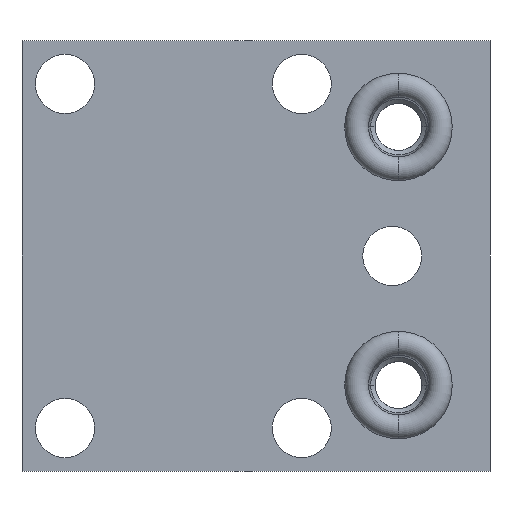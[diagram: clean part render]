
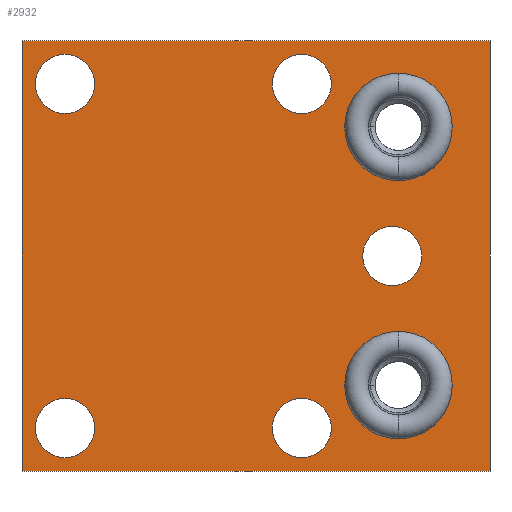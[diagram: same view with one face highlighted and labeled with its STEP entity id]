
A CAD part, left-side view. The second image highlights one B-rep face of the part: STEP entity #2932.
In plain terms, the highlighted planar face has unit normal (-1, 0, 0).
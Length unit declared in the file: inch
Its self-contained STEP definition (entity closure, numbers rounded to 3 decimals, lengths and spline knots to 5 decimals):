
#899=DIRECTION('',(0.,-1.,0.));
#900=VECTOR('',#899,2.72);
#901=CARTESIAN_POINT('',(-1.25,0.938,1.25));
#902=LINE('',#901,#900);
#906=DIRECTION('',(0.,0.,-1.));
#907=VECTOR('',#906,2.5);
#908=CARTESIAN_POINT('',(-1.25,-1.782,1.25));
#909=LINE('',#908,#907);
#913=DIRECTION('',(0.,1.,0.));
#914=VECTOR('',#913,2.72);
#915=CARTESIAN_POINT('',(-1.25,-1.782,-1.25));
#916=LINE('',#915,#914);
#920=DIRECTION('',(0.,0.,1.));
#921=VECTOR('',#920,2.5);
#922=CARTESIAN_POINT('',(-1.25,0.938,-1.25));
#923=LINE('',#922,#921);
#927=CARTESIAN_POINT('',(-1.25,0.688,1.));
#928=DIRECTION('',(-1.,0.,0.));
#929=DIRECTION('',(0.,-1.,0.));
#930=AXIS2_PLACEMENT_3D('',#927,#928,#929);
#935=CARTESIAN_POINT('',(-1.25,0.688,1.));
#936=DIRECTION('',(-1.,0.,0.));
#937=DIRECTION('',(0.,1.,0.));
#938=AXIS2_PLACEMENT_3D('',#935,#936,#937);
#943=CARTESIAN_POINT('',(-1.25,0.688,-1.));
#944=DIRECTION('',(-1.,0.,0.));
#945=DIRECTION('',(0.,-1.,0.));
#946=AXIS2_PLACEMENT_3D('',#943,#944,#945);
#951=CARTESIAN_POINT('',(-1.25,0.688,-1.));
#952=DIRECTION('',(-1.,0.,0.));
#953=DIRECTION('',(0.,1.,0.));
#954=AXIS2_PLACEMENT_3D('',#951,#952,#953);
#959=CARTESIAN_POINT('',(-1.25,-0.688,1.));
#960=DIRECTION('',(-1.,0.,0.));
#961=DIRECTION('',(0.,-1.,0.));
#962=AXIS2_PLACEMENT_3D('',#959,#960,#961);
#967=CARTESIAN_POINT('',(-1.25,-0.688,1.));
#968=DIRECTION('',(-1.,0.,0.));
#969=DIRECTION('',(0.,1.,0.));
#970=AXIS2_PLACEMENT_3D('',#967,#968,#969);
#975=CARTESIAN_POINT('',(-1.25,-0.688,-1.));
#976=DIRECTION('',(-1.,0.,0.));
#977=DIRECTION('',(0.,-1.,0.));
#978=AXIS2_PLACEMENT_3D('',#975,#976,#977);
#983=CARTESIAN_POINT('',(-1.25,-0.688,-1.));
#984=DIRECTION('',(-1.,0.,0.));
#985=DIRECTION('',(0.,1.,0.));
#986=AXIS2_PLACEMENT_3D('',#983,#984,#985);
#991=CARTESIAN_POINT('',(-1.25,-1.214,0.));
#992=DIRECTION('',(-1.,0.,0.));
#993=DIRECTION('',(0.,-1.,0.));
#994=AXIS2_PLACEMENT_3D('',#991,#992,#993);
#999=CARTESIAN_POINT('',(-1.25,-1.214,0.));
#1000=DIRECTION('',(-1.,0.,0.));
#1001=DIRECTION('',(0.,1.,0.));
#1002=AXIS2_PLACEMENT_3D('',#999,#1000,#1001);
#1007=CARTESIAN_POINT('',(-1.25,-1.25,0.75));
#1008=DIRECTION('',(1.,0.,0.));
#1009=DIRECTION('',(0.,1.,0.));
#1010=AXIS2_PLACEMENT_3D('',#1007,#1008,#1009);
#1015=CARTESIAN_POINT('',(-1.25,-1.25,0.75));
#1016=DIRECTION('',(1.,0.,0.));
#1017=DIRECTION('',(0.,-1.,0.));
#1018=AXIS2_PLACEMENT_3D('',#1015,#1016,#1017);
#1023=CARTESIAN_POINT('',(-1.25,-1.25,-0.75));
#1024=DIRECTION('',(1.,0.,0.));
#1025=DIRECTION('',(0.,1.,0.));
#1026=AXIS2_PLACEMENT_3D('',#1023,#1024,#1025);
#1031=CARTESIAN_POINT('',(-1.25,-1.25,-0.75));
#1032=DIRECTION('',(1.,0.,0.));
#1033=DIRECTION('',(0.,-1.,0.));
#1034=AXIS2_PLACEMENT_3D('',#1031,#1032,#1033);
#1906=CARTESIAN_POINT('',(-1.25,0.938,1.25));
#1907=CARTESIAN_POINT('',(-1.25,-1.782,1.25));
#1908=VERTEX_POINT('',#1906);
#1909=VERTEX_POINT('',#1907);
#1910=CARTESIAN_POINT('',(-1.25,-1.782,-1.25));
#1911=VERTEX_POINT('',#1910);
#1912=CARTESIAN_POINT('',(-1.25,0.938,-1.25));
#1913=VERTEX_POINT('',#1912);
#1934=CARTESIAN_POINT('',(-1.25,0.5165,1.));
#1935=CARTESIAN_POINT('',(-1.25,0.8595,1.));
#1936=VERTEX_POINT('',#1934);
#1937=VERTEX_POINT('',#1935);
#1946=CARTESIAN_POINT('',(-1.25,-0.9375,0.75));
#1947=CARTESIAN_POINT('',(-1.25,-1.5625,0.75));
#1948=VERTEX_POINT('',#1946);
#1949=VERTEX_POINT('',#1947);
#1966=CARTESIAN_POINT('',(-1.25,-0.9375,-0.75));
#1967=CARTESIAN_POINT('',(-1.25,-1.5625,-0.75));
#1968=VERTEX_POINT('',#1966);
#1969=VERTEX_POINT('',#1967);
#2092=CARTESIAN_POINT('',(-1.25,0.5165,-1.));
#2093=CARTESIAN_POINT('',(-1.25,0.8595,-1.));
#2094=VERTEX_POINT('',#2092);
#2095=VERTEX_POINT('',#2093);
#2100=CARTESIAN_POINT('',(-1.25,-0.8595,1.));
#2101=CARTESIAN_POINT('',(-1.25,-0.5165,1.));
#2102=VERTEX_POINT('',#2100);
#2103=VERTEX_POINT('',#2101);
#2108=CARTESIAN_POINT('',(-1.25,-0.8595,-1.));
#2109=CARTESIAN_POINT('',(-1.25,-0.5165,-1.));
#2110=VERTEX_POINT('',#2108);
#2111=VERTEX_POINT('',#2109);
#2116=CARTESIAN_POINT('',(-1.25,-1.3855,0.));
#2117=CARTESIAN_POINT('',(-1.25,-1.0425,0.));
#2118=VERTEX_POINT('',#2116);
#2119=VERTEX_POINT('',#2117);
#2877=CARTESIAN_POINT('',(-1.25,0.,0.));
#2878=DIRECTION('',(1.,0.,0.));
#2879=DIRECTION('',(0.,0.,-1.));
#2880=AXIS2_PLACEMENT_3D('',#2877,#2878,#2879);
#2881=PLANE('',#2880);
#2882=ORIENTED_EDGE('',*,*,#2870,.T.);
#2883=ORIENTED_EDGE('',*,*,#2314,.T.);
#2885=ORIENTED_EDGE('',*,*,#2884,.T.);
#2887=ORIENTED_EDGE('',*,*,#2886,.T.);
#2888=EDGE_LOOP('',(#2882,#2883,#2885,#2887));
#2889=FACE_OUTER_BOUND('',#2888,.F.);
#2891=ORIENTED_EDGE('',*,*,#2890,.T.);
#2893=ORIENTED_EDGE('',*,*,#2892,.T.);
#2894=EDGE_LOOP('',(#2891,#2893));
#2895=FACE_BOUND('',#2894,.F.);
#2897=ORIENTED_EDGE('',*,*,#2896,.T.);
#2899=ORIENTED_EDGE('',*,*,#2898,.T.);
#2900=EDGE_LOOP('',(#2897,#2899));
#2901=FACE_BOUND('',#2900,.F.);
#2903=ORIENTED_EDGE('',*,*,#2902,.T.);
#2905=ORIENTED_EDGE('',*,*,#2904,.T.);
#2906=EDGE_LOOP('',(#2903,#2905));
#2907=FACE_BOUND('',#2906,.F.);
#2909=ORIENTED_EDGE('',*,*,#2908,.T.);
#2911=ORIENTED_EDGE('',*,*,#2910,.T.);
#2912=EDGE_LOOP('',(#2909,#2911));
#2913=FACE_BOUND('',#2912,.F.);
#2915=ORIENTED_EDGE('',*,*,#2914,.T.);
#2917=ORIENTED_EDGE('',*,*,#2916,.T.);
#2918=EDGE_LOOP('',(#2915,#2917));
#2919=FACE_BOUND('',#2918,.F.);
#2921=ORIENTED_EDGE('',*,*,#2920,.F.);
#2923=ORIENTED_EDGE('',*,*,#2922,.F.);
#2924=EDGE_LOOP('',(#2921,#2923));
#2925=FACE_BOUND('',#2924,.F.);
#2927=ORIENTED_EDGE('',*,*,#2926,.F.);
#2929=ORIENTED_EDGE('',*,*,#2928,.F.);
#2930=EDGE_LOOP('',(#2927,#2929));
#2931=FACE_BOUND('',#2930,.F.);
#931=CIRCLE('',#930,0.1715);
#939=CIRCLE('',#938,0.1715);
#947=CIRCLE('',#946,0.1715);
#955=CIRCLE('',#954,0.1715);
#963=CIRCLE('',#962,0.1715);
#971=CIRCLE('',#970,0.1715);
#979=CIRCLE('',#978,0.1715);
#987=CIRCLE('',#986,0.1715);
#995=CIRCLE('',#994,0.1715);
#1003=CIRCLE('',#1002,0.1715);
#1011=CIRCLE('',#1010,0.3125);
#1019=CIRCLE('',#1018,0.3125);
#1027=CIRCLE('',#1026,0.3125);
#1035=CIRCLE('',#1034,0.3125);
#2314=EDGE_CURVE('',#1909,#1911,#909,.T.);
#2870=EDGE_CURVE('',#1908,#1909,#902,.T.);
#2884=EDGE_CURVE('',#1911,#1913,#916,.T.);
#2886=EDGE_CURVE('',#1913,#1908,#923,.T.);
#2890=EDGE_CURVE('',#1936,#1937,#931,.T.);
#2892=EDGE_CURVE('',#1937,#1936,#939,.T.);
#2896=EDGE_CURVE('',#2094,#2095,#947,.T.);
#2898=EDGE_CURVE('',#2095,#2094,#955,.T.);
#2902=EDGE_CURVE('',#2102,#2103,#963,.T.);
#2904=EDGE_CURVE('',#2103,#2102,#971,.T.);
#2908=EDGE_CURVE('',#2110,#2111,#979,.T.);
#2910=EDGE_CURVE('',#2111,#2110,#987,.T.);
#2914=EDGE_CURVE('',#2118,#2119,#995,.T.);
#2916=EDGE_CURVE('',#2119,#2118,#1003,.T.);
#2920=EDGE_CURVE('',#1948,#1949,#1011,.T.);
#2922=EDGE_CURVE('',#1949,#1948,#1019,.T.);
#2926=EDGE_CURVE('',#1968,#1969,#1027,.T.);
#2928=EDGE_CURVE('',#1969,#1968,#1035,.T.);
#2932=ADVANCED_FACE('',(#2889,#2895,#2901,#2907,#2913,#2919,#2925,#2931),#2881,
.F.);
